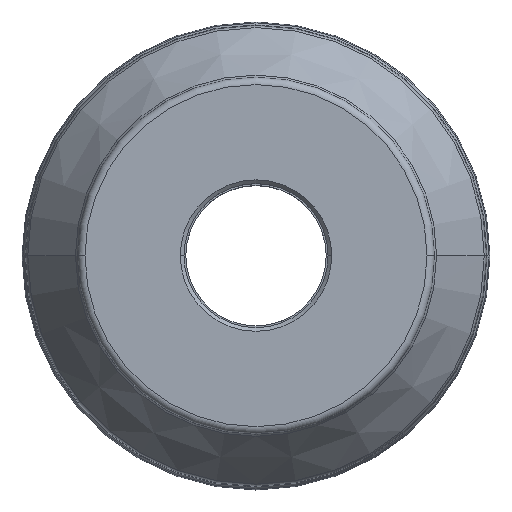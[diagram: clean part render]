
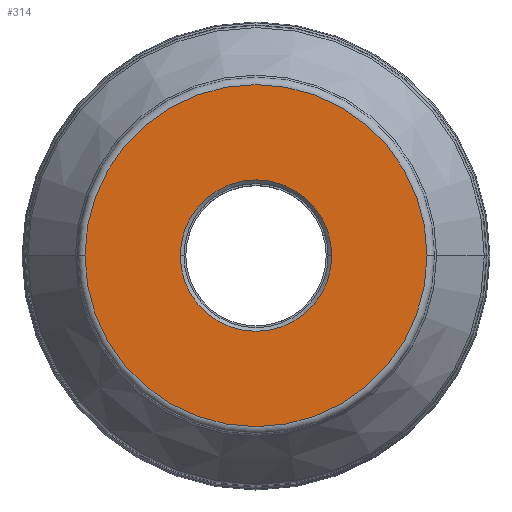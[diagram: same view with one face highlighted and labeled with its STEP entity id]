
A CAD part, top view. The second image highlights one B-rep face of the part: STEP entity #314.
In plain terms, the highlighted planar face has unit normal (0, 0, 1).
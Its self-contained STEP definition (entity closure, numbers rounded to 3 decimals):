
#46=PLANE('',#2720);
#53=FACE_BOUND('',#583,.T.);
#54=FACE_BOUND('',#584,.T.);
#314=ADVANCED_FACE('',(#53,#54),#46,.F.);
#583=EDGE_LOOP('',(#1078,#1079,#1080,#1081));
#584=EDGE_LOOP('',(#1082,#1083,#1084,#1085));
#1078=ORIENTED_EDGE('',*,*,#1685,.F.);
#1079=ORIENTED_EDGE('',*,*,#1689,.F.);
#1080=ORIENTED_EDGE('',*,*,#1688,.T.);
#1081=ORIENTED_EDGE('',*,*,#1686,.T.);
#1082=ORIENTED_EDGE('',*,*,#1690,.T.);
#1083=ORIENTED_EDGE('',*,*,#1691,.T.);
#1084=ORIENTED_EDGE('',*,*,#1692,.T.);
#1085=ORIENTED_EDGE('',*,*,#1693,.T.);
#1392=VERTEX_POINT('',#5652);
#1393=VERTEX_POINT('',#5654);
#1394=VERTEX_POINT('',#5656);
#1395=VERTEX_POINT('',#5660);
#1396=VERTEX_POINT('',#5664);
#1397=VERTEX_POINT('',#5665);
#1398=VERTEX_POINT('',#5667);
#1399=VERTEX_POINT('',#5669);
#1685=EDGE_CURVE('',#1392,#1393,#2058,.T.);
#1686=EDGE_CURVE('',#1394,#1393,#2059,.T.);
#1688=EDGE_CURVE('',#1395,#1394,#2061,.T.);
#1689=EDGE_CURVE('',#1395,#1392,#2062,.T.);
#1690=EDGE_CURVE('',#1396,#1397,#2063,.T.);
#1691=EDGE_CURVE('',#1397,#1398,#2064,.T.);
#1692=EDGE_CURVE('',#1398,#1399,#2065,.T.);
#1693=EDGE_CURVE('',#1399,#1396,#2066,.T.);
#2058=CIRCLE('',#2709,46.419);
#2059=CIRCLE('',#2710,46.419);
#2061=CIRCLE('',#2713,46.419);
#2062=CIRCLE('',#2714,46.419);
#2063=CIRCLE('',#2716,20.55);
#2064=CIRCLE('',#2717,20.55);
#2065=CIRCLE('',#2718,20.55);
#2066=CIRCLE('',#2719,20.55);
#2709=AXIS2_PLACEMENT_3D('',#5653,#3400,#3401);
#2710=AXIS2_PLACEMENT_3D('',#5655,#3402,#3403);
#2713=AXIS2_PLACEMENT_3D('',#5659,#3408,#3409);
#2714=AXIS2_PLACEMENT_3D('',#5661,#3410,#3411);
#2716=AXIS2_PLACEMENT_3D('',#5663,#3414,#3415);
#2717=AXIS2_PLACEMENT_3D('',#5666,#3416,#3417);
#2718=AXIS2_PLACEMENT_3D('',#5668,#3418,#3419);
#2719=AXIS2_PLACEMENT_3D('',#5670,#3420,#3421);
#2720=AXIS2_PLACEMENT_3D('',#5671,#3422,#3423);
#3400=DIRECTION('',(0.,0.,-1.));
#3401=DIRECTION('',(-1.,0.,0.));
#3402=DIRECTION('',(0.,0.,1.));
#3403=DIRECTION('',(1.,0.,0.));
#3408=DIRECTION('',(0.,0.,1.));
#3409=DIRECTION('',(1.,0.,0.));
#3410=DIRECTION('',(0.,0.,-1.));
#3411=DIRECTION('',(-1.,0.,0.));
#3414=DIRECTION('',(0.,0.,-1.));
#3415=DIRECTION('',(0.,1.,0.));
#3416=DIRECTION('',(0.,0.,-1.));
#3417=DIRECTION('',(1.,0.,0.));
#3418=DIRECTION('',(0.,0.,-1.));
#3419=DIRECTION('',(0.,-1.,0.));
#3420=DIRECTION('',(0.,0.,-1.));
#3421=DIRECTION('',(-1.,0.,0.));
#3422=DIRECTION('',(0.,0.,-1.));
#3423=DIRECTION('',(1.,0.,0.));
#5652=CARTESIAN_POINT('',(-46.419,0.,0.));
#5653=CARTESIAN_POINT('',(0.,0.,0.));
#5654=CARTESIAN_POINT('',(-46.419,0.021,0.));
#5655=CARTESIAN_POINT('',(0.,0.,0.));
#5656=CARTESIAN_POINT('',(46.419,0.,0.));
#5659=CARTESIAN_POINT('',(0.,0.,0.));
#5660=CARTESIAN_POINT('',(46.419,-0.021,0.));
#5661=CARTESIAN_POINT('',(0.,0.,0.));
#5663=CARTESIAN_POINT('',(0.,0.,0.));
#5664=CARTESIAN_POINT('',(0.,20.55,0.));
#5665=CARTESIAN_POINT('',(20.55,0.,0.));
#5666=CARTESIAN_POINT('',(0.,0.,0.));
#5667=CARTESIAN_POINT('',(0.,-20.55,0.));
#5668=CARTESIAN_POINT('',(0.,0.,0.));
#5669=CARTESIAN_POINT('',(-20.55,0.,0.));
#5670=CARTESIAN_POINT('',(0.,0.,0.));
#5671=CARTESIAN_POINT('',(0.,0.,0.));
